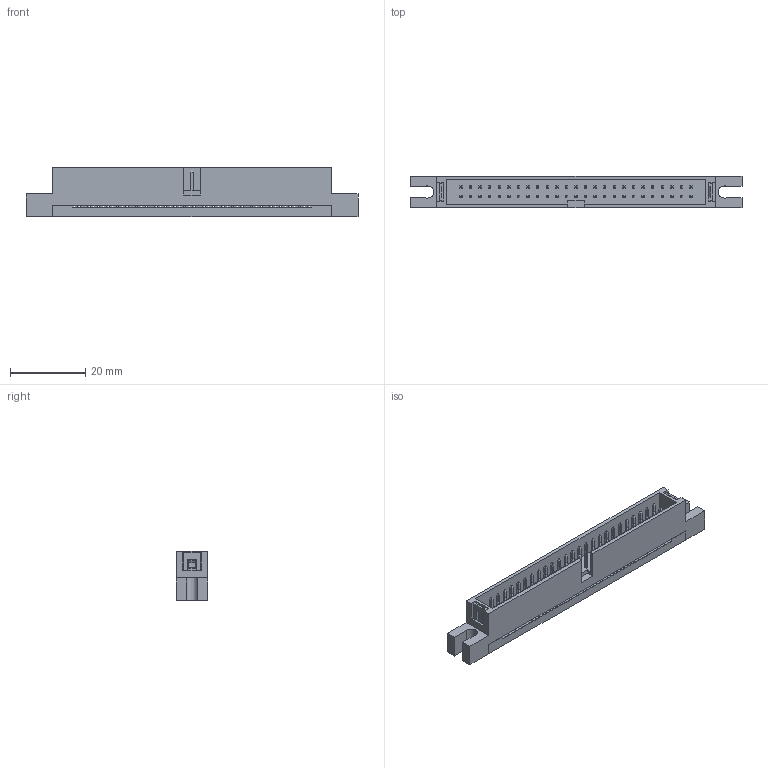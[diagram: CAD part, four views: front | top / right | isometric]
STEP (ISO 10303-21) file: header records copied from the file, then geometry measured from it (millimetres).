
FILE_DESCRIPTION( ( 'Unknown' ), '1' );
FILE_NAME( '61205025921.stp', 'Unknown', ( 'Unknown' ), ( 'Unknown' ), 'PSStep 14.0', 'Unknown', ' ' );
FILE_SCHEMA( ( 'AUTOMOTIVE_DESIGN { 1 0 10303 214 1 1 1 1 }' ) );
Length unit declared in the file: millimetre
Products named in the file (4): Assem1; 6120xx25921_PIN; 61205025921; 61205025921_PAD
Assembly tree (52 placements, depth 2):
  Assem1
    6120xx25921_PIN  x50
    61205025921
    61205025921_PAD
Bounding box: 88 x 8.4 x 13 mm (x, y, z)
Volume: 5273.7 mm3; surface area: 9341.9 mm2
Topology: 52 solids, 52 shells, 2086 faces, 5438 edges, 3456 vertices
Faces by surface type: plane 1834, cylinder 252
Entity records: 35895 total; most frequent: CARTESIAN_POINT 5153, ORIENTED_EDGE 5094, DIRECTION 4587, EDGE_CURVE 2547, LINE 2335, VECTOR 2335, VERTEX_POINT 1692, AXIS2_PLACEMENT_3D 1126
